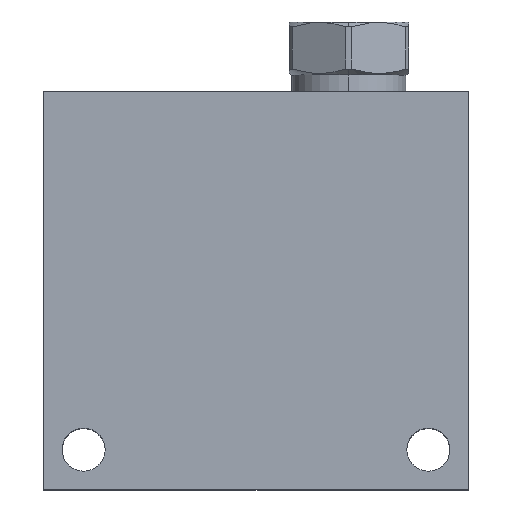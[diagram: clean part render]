
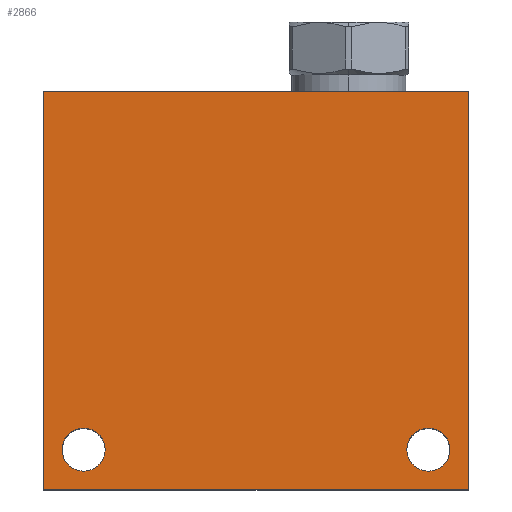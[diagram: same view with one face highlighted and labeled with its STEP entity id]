
A CAD part, top view. The second image highlights one B-rep face of the part: STEP entity #2866.
In plain terms, the highlighted planar face has unit normal (0, 0, 1).
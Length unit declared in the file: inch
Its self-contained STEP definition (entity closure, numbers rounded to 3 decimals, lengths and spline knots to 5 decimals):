
#143=DIRECTION('',(0.,-1.,0.));
#144=VECTOR('',#143,3.75);
#145=CARTESIAN_POINT('',(0.,0.,3.));
#146=LINE('',#145,#144);
#147=DIRECTION('',(-1.,0.,0.));
#148=VECTOR('',#147,4.);
#149=CARTESIAN_POINT('',(4.,0.,3.));
#150=LINE('',#149,#148);
#151=DIRECTION('',(0.,1.,0.));
#152=VECTOR('',#151,3.75);
#153=CARTESIAN_POINT('',(4.,-3.75,3.));
#154=LINE('',#153,#152);
#155=DIRECTION('',(1.,0.,0.));
#156=VECTOR('',#155,4.);
#157=CARTESIAN_POINT('',(0.,-3.75,3.));
#158=LINE('',#157,#156);
#159=CARTESIAN_POINT('',(0.375,-3.375,3.));
#160=DIRECTION('',(0.,0.,-1.));
#161=DIRECTION('',(-1.,0.,0.));
#162=AXIS2_PLACEMENT_3D('',#159,#160,#161);
#164=CARTESIAN_POINT('',(0.375,-3.375,3.));
#165=DIRECTION('',(0.,0.,-1.));
#166=DIRECTION('',(1.,0.,0.));
#167=AXIS2_PLACEMENT_3D('',#164,#165,#166);
#169=CARTESIAN_POINT('',(3.625,-3.375,3.));
#170=DIRECTION('',(0.,0.,-1.));
#171=DIRECTION('',(-1.,0.,0.));
#172=AXIS2_PLACEMENT_3D('',#169,#170,#171);
#174=CARTESIAN_POINT('',(3.625,-3.375,3.));
#175=DIRECTION('',(0.,0.,-1.));
#176=DIRECTION('',(1.,0.,0.));
#177=AXIS2_PLACEMENT_3D('',#174,#175,#176);
#2379=CARTESIAN_POINT('',(0.,0.,3.));
#2380=CARTESIAN_POINT('',(0.,-3.75,3.));
#2381=VERTEX_POINT('',#2379);
#2382=VERTEX_POINT('',#2380);
#2383=CARTESIAN_POINT('',(4.,-3.75,3.));
#2384=VERTEX_POINT('',#2383);
#2385=CARTESIAN_POINT('',(4.,0.,3.));
#2386=VERTEX_POINT('',#2385);
#2387=CARTESIAN_POINT('',(0.172,-3.375,3.));
#2388=CARTESIAN_POINT('',(0.578,-3.375,3.));
#2389=VERTEX_POINT('',#2387);
#2390=VERTEX_POINT('',#2388);
#2391=CARTESIAN_POINT('',(3.422,-3.375,3.));
#2392=CARTESIAN_POINT('',(3.828,-3.375,3.));
#2393=VERTEX_POINT('',#2391);
#2394=VERTEX_POINT('',#2392);
#2843=CARTESIAN_POINT('',(0.,0.,3.));
#2844=DIRECTION('',(0.,0.,1.));
#2845=DIRECTION('',(1.,0.,0.));
#2846=AXIS2_PLACEMENT_3D('',#2843,#2844,#2845);
#2847=PLANE('',#2846);
#2848=ORIENTED_EDGE('',*,*,#2741,.F.);
#2849=ORIENTED_EDGE('',*,*,#2780,.F.);
#2850=ORIENTED_EDGE('',*,*,#2806,.F.);
#2851=ORIENTED_EDGE('',*,*,#2831,.F.);
#2852=EDGE_LOOP('',(#2848,#2849,#2850,#2851));
#2853=FACE_OUTER_BOUND('',#2852,.F.);
#2855=ORIENTED_EDGE('',*,*,#2854,.F.);
#2857=ORIENTED_EDGE('',*,*,#2856,.F.);
#2858=EDGE_LOOP('',(#2855,#2857));
#2859=FACE_BOUND('',#2858,.F.);
#2861=ORIENTED_EDGE('',*,*,#2860,.F.);
#2863=ORIENTED_EDGE('',*,*,#2862,.F.);
#2864=EDGE_LOOP('',(#2861,#2863));
#2865=FACE_BOUND('',#2864,.F.);
#2866=ADVANCED_FACE('',(#2853,#2859,#2865),#2847,.T.);
#163=CIRCLE('',#162,0.203);
#168=CIRCLE('',#167,0.203);
#173=CIRCLE('',#172,0.203);
#178=CIRCLE('',#177,0.203);
#2741=EDGE_CURVE('',#2381,#2382,#146,.T.);
#2780=EDGE_CURVE('',#2386,#2381,#150,.T.);
#2806=EDGE_CURVE('',#2384,#2386,#154,.T.);
#2831=EDGE_CURVE('',#2382,#2384,#158,.T.);
#2854=EDGE_CURVE('',#2389,#2390,#163,.T.);
#2856=EDGE_CURVE('',#2390,#2389,#168,.T.);
#2860=EDGE_CURVE('',#2393,#2394,#173,.T.);
#2862=EDGE_CURVE('',#2394,#2393,#178,.T.);
